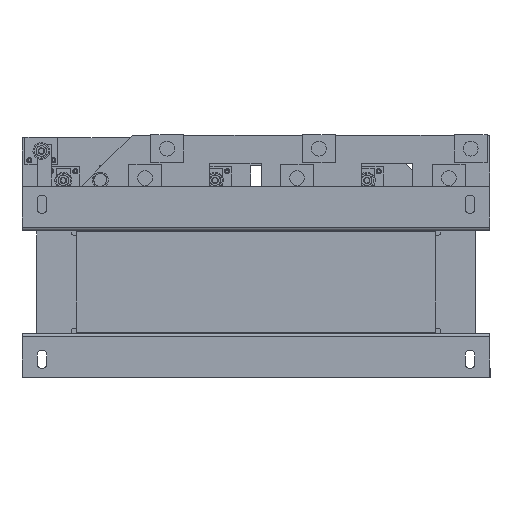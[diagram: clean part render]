
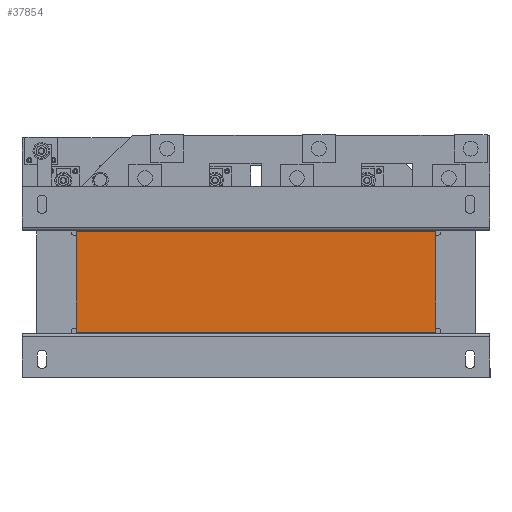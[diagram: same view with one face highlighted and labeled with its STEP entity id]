
A CAD part, front view. The second image highlights one B-rep face of the part: STEP entity #37854.
In plain terms, the highlighted planar face has unit normal (0, -1, 0).
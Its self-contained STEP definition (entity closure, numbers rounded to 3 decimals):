
#3853 = AXIS2_PLACEMENT_3D ( 'NONE', #35823, #54536, #78777 ) ;
#5417 = ORIENTED_EDGE ( 'NONE', *, *, #74549, .T. ) ;
#5687 = DIRECTION ( 'NONE',  ( 1., 0., 0. ) ) ;
#9498 = VERTEX_POINT ( 'NONE', #34747 ) ;
#16320 = DIRECTION ( 'NONE',  ( 1., 0., 0. ) ) ;
#25981 = ORIENTED_EDGE ( 'NONE', *, *, #77171, .T. ) ;
#29244 = CARTESIAN_POINT ( 'NONE',  ( 225., -35., 63. ) ) ;
#30860 = VECTOR ( 'NONE', #5687, 1000. ) ;
#33579 = FACE_OUTER_BOUND ( 'NONE', #77804, .T. ) ;
#34581 = VECTOR ( 'NONE', #79407, 1000. ) ;
#34747 = CARTESIAN_POINT ( 'NONE',  ( -225., -35., 63. ) ) ;
#35038 = VERTEX_POINT ( 'NONE', #77866 ) ;
#35823 = CARTESIAN_POINT ( 'NONE',  ( -225., -35., 63. ) ) ;
#37854 = ADVANCED_FACE ( 'Defeature ausgef�hrt2_1854', ( #33579 ), #67109, .F. ) ;
#42823 = CARTESIAN_POINT ( 'NONE',  ( -225., -35., -63. ) ) ;
#43121 = LINE ( 'NONE', #79670, #34581 ) ;
#44213 = EDGE_CURVE ( 'Defeature ausgef�hrt2_1855+Defeature ausgef�hrt2_1854+Defeature ausgef�hrt2_1853+Defeature ausgef�hrt2_1852', #9498, #72827, #56870, .T. ) ;
#44748 = CARTESIAN_POINT ( 'NONE',  ( 225., -35., -63. ) ) ;
#51002 = ORIENTED_EDGE ( 'NONE', *, *, #44213, .F. ) ;
#54536 = DIRECTION ( 'NONE',  ( 0., 1., 0. ) ) ;
#54923 = VECTOR ( 'NONE', #71414, 1000. ) ;
#56870 = LINE ( 'NONE', #71378, #68432 ) ;
#59819 = CARTESIAN_POINT ( 'NONE',  ( -225., -35., 63. ) ) ;
#61401 = ORIENTED_EDGE ( 'NONE', *, *, #68391, .F. ) ;
#67109 = PLANE ( 'NONE',  #3853 ) ;
#68368 = LINE ( 'NONE', #59819, #54923 ) ;
#68391 = EDGE_CURVE ( 'Defeature ausgef�hrt2_1852+Defeature ausgef�hrt2_1854+Defeature ausgef�hrt2_1855+Defeature ausgef�hrt2_1856', #72827, #75618, #43121, .T. ) ;
#68432 = VECTOR ( 'NONE', #16320, 1000. ) ;
#71378 = CARTESIAN_POINT ( 'NONE',  ( -225., -35., 63. ) ) ;
#71414 = DIRECTION ( 'NONE',  ( 0., 0., -1. ) ) ;
#72827 = VERTEX_POINT ( 'NONE', #29244 ) ;
#74549 = EDGE_CURVE ( 'Defeature ausgef�hrt2_1854+Defeature ausgef�hrt2_1853+Defeature ausgef�hrt2_1855+Defeature ausgef�hrt2_1856', #9498, #35038, #68368, .T. ) ;
#75012 = LINE ( 'NONE', #42823, #30860 ) ;
#75618 = VERTEX_POINT ( 'NONE', #44748 ) ;
#77171 = EDGE_CURVE ( 'Defeature ausgef�hrt2_1854+Defeature ausgef�hrt2_1856+Defeature ausgef�hrt2_1853+Defeature ausgef�hrt2_1852', #35038, #75618, #75012, .T. ) ;
#77804 = EDGE_LOOP ( 'NONE', ( #25981, #61401, #51002, #5417 ) ) ;
#77866 = CARTESIAN_POINT ( 'NONE',  ( -225., -35., -63. ) ) ;
#78777 = DIRECTION ( 'NONE',  ( 0., 0., 1. ) ) ;
#79407 = DIRECTION ( 'NONE',  ( 0., 0., -1. ) ) ;
#79670 = CARTESIAN_POINT ( 'NONE',  ( 225., -35., 63. ) ) ;
